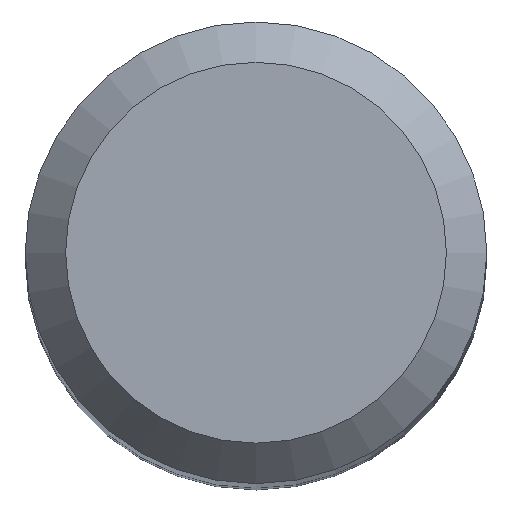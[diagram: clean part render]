
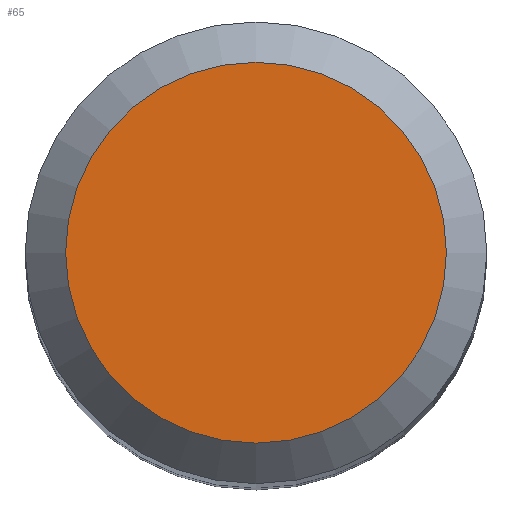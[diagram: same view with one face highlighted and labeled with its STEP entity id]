
A CAD part, top view. The second image highlights one B-rep face of the part: STEP entity #65.
In plain terms, the highlighted planar face has unit normal (0, 0, 1).
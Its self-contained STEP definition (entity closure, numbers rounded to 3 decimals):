
#65=ADVANCED_FACE('',(#76),#71,.T.);
#71=PLANE('',#163);
#76=FACE_OUTER_BOUND('',#84,.T.);
#84=EDGE_LOOP('',(#96));
#96=ORIENTED_EDGE('',*,*,#110,.F.);
#104=VERTEX_POINT('',#231);
#110=EDGE_CURVE('',#104,#104,#116,.T.);
#116=CIRCLE('',#160,3.3);
#160=AXIS2_PLACEMENT_3D('',#230,#187,#188);
#163=AXIS2_PLACEMENT_3D('',#235,#193,#194);
#187=DIRECTION('',(0.,0.,-1.));
#188=DIRECTION('',(-1.,0.,0.));
#193=DIRECTION('',(0.,0.,1.));
#194=DIRECTION('',(1.,0.,0.));
#230=CARTESIAN_POINT('',(0.,0.,0.));
#231=CARTESIAN_POINT('',(-3.3,0.,0.));
#235=CARTESIAN_POINT('',(3.3,0.,0.));
